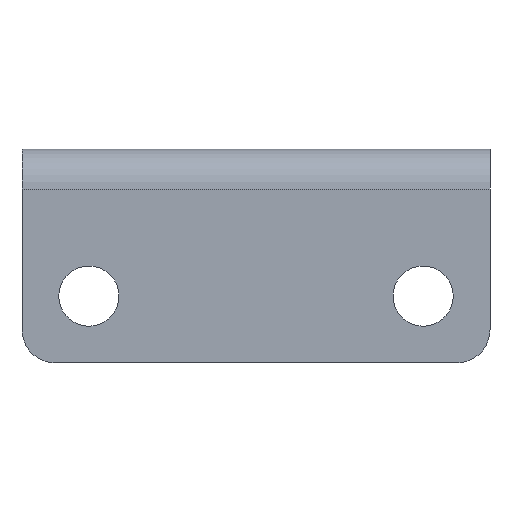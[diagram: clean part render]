
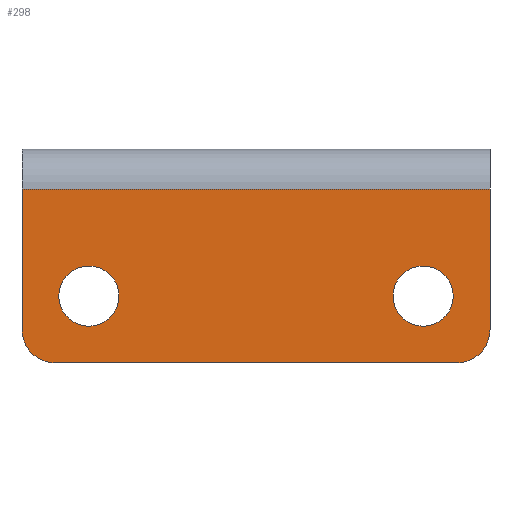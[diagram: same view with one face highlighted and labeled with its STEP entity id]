
A CAD part, front view. The second image highlights one B-rep face of the part: STEP entity #298.
In plain terms, the highlighted planar face has unit normal (0, -1, 0).
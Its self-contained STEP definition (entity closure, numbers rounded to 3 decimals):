
#38=LINE('',#475,#60);
#44=LINE('',#491,#66);
#46=LINE('',#497,#68);
#47=LINE('',#503,#69);
#60=VECTOR('',#381,1000.);
#66=VECTOR('',#393,1000.);
#68=VECTOR('',#401,1000.);
#69=VECTOR('',#408,1000.);
#102=ORIENTED_EDGE('',*,*,#175,.F.);
#103=ORIENTED_EDGE('',*,*,#176,.F.);
#104=ORIENTED_EDGE('',*,*,#177,.F.);
#105=ORIENTED_EDGE('',*,*,#178,.T.);
#106=ORIENTED_EDGE('',*,*,#162,.F.);
#107=ORIENTED_EDGE('',*,*,#174,.T.);
#108=ORIENTED_EDGE('',*,*,#170,.T.);
#109=ORIENTED_EDGE('',*,*,#179,.T.);
#162=EDGE_CURVE('',#200,#201,#38,.T.);
#170=EDGE_CURVE('',#207,#206,#44,.T.);
#174=EDGE_CURVE('',#200,#207,#46,.T.);
#175=EDGE_CURVE('',#208,#208,#224,.T.);
#176=EDGE_CURVE('',#209,#209,#225,.T.);
#177=EDGE_CURVE('',#210,#211,#47,.T.);
#178=EDGE_CURVE('',#210,#201,#226,.F.);
#179=EDGE_CURVE('',#206,#211,#227,.F.);
#200=VERTEX_POINT('',#476);
#201=VERTEX_POINT('',#477);
#206=VERTEX_POINT('',#490);
#207=VERTEX_POINT('',#492);
#208=VERTEX_POINT('',#500);
#209=VERTEX_POINT('',#502);
#210=VERTEX_POINT('',#504);
#211=VERTEX_POINT('',#505);
#224=CIRCLE('',#339,2.25);
#225=CIRCLE('',#340,2.25);
#226=CIRCLE('',#341,2.5);
#227=CIRCLE('',#342,2.5);
#239=EDGE_LOOP('',(#102));
#240=EDGE_LOOP('',(#103));
#241=EDGE_LOOP('',(#104,#105,#106,#107,#108,#109));
#265=FACE_BOUND('',#239,.T.);
#266=FACE_BOUND('',#240,.T.);
#267=FACE_BOUND('',#241,.T.);
#288=PLANE('',#338);
#298=ADVANCED_FACE('',(#265,#266,#267),#288,.F.);
#338=AXIS2_PLACEMENT_3D('',#498,#402,#403);
#339=AXIS2_PLACEMENT_3D('',#499,#404,#405);
#340=AXIS2_PLACEMENT_3D('',#501,#406,#407);
#341=AXIS2_PLACEMENT_3D('',#506,#409,#410);
#342=AXIS2_PLACEMENT_3D('',#507,#411,#412);
#381=DIRECTION('',(1.,0.,0.));
#393=DIRECTION('',(1.,0.,0.));
#401=DIRECTION('',(0.,0.,-1.));
#402=DIRECTION('',(0.,1.,0.));
#403=DIRECTION('',(0.,0.,1.));
#404=DIRECTION('',(0.,-1.,0.));
#405=DIRECTION('',(0.,0.,-1.));
#406=DIRECTION('',(0.,-1.,0.));
#407=DIRECTION('',(0.,0.,-1.));
#408=DIRECTION('',(0.,0.,-1.));
#409=DIRECTION('',(0.,1.,0.));
#410=DIRECTION('',(0.,0.,1.));
#411=DIRECTION('',(0.,1.,0.));
#412=DIRECTION('',(0.,0.,1.));
#475=CARTESIAN_POINT('',(3.,0.,17.5));
#476=CARTESIAN_POINT('',(3.,0.,17.5));
#477=CARTESIAN_POINT('',(13.5,0.,17.5));
#490=CARTESIAN_POINT('',(13.5,0.,-17.5));
#491=CARTESIAN_POINT('',(3.,0.,-17.5));
#492=CARTESIAN_POINT('',(3.,0.,-17.5));
#497=CARTESIAN_POINT('',(3.,0.,17.5));
#498=CARTESIAN_POINT('',(3.,0.,17.5));
#499=CARTESIAN_POINT('',(11.,0.,-12.5));
#500=CARTESIAN_POINT('',(11.,0.,-14.75));
#501=CARTESIAN_POINT('',(11.,0.,12.5));
#502=CARTESIAN_POINT('',(11.,0.,10.25));
#503=CARTESIAN_POINT('',(16.,0.,17.5));
#504=CARTESIAN_POINT('',(16.,0.,15.));
#505=CARTESIAN_POINT('',(16.,0.,-15.));
#506=CARTESIAN_POINT('',(13.5,0.,15.));
#507=CARTESIAN_POINT('',(13.5,0.,-15.));
